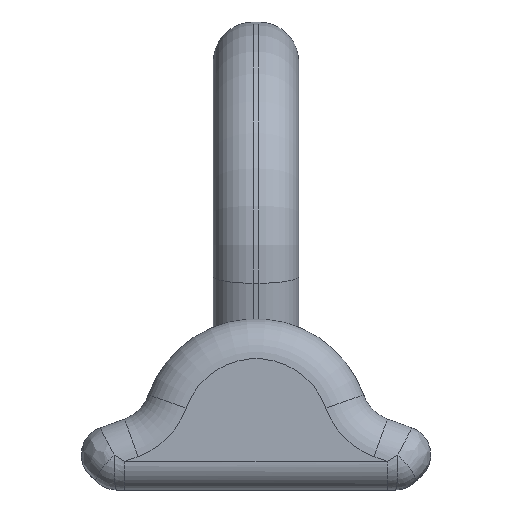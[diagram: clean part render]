
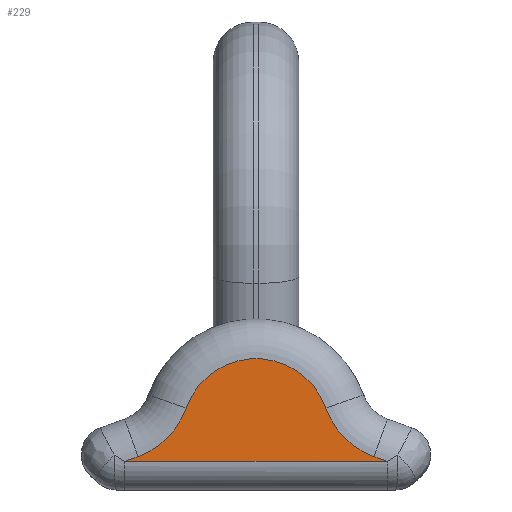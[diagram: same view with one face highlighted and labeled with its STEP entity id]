
A CAD part, front view. The second image highlights one B-rep face of the part: STEP entity #229.
In plain terms, the highlighted planar face has unit normal (0, -1, 0).
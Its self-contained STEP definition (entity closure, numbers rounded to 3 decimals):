
#61=CARTESIAN_POINT('Vertex',(20.662,-67.5,-37.141)) ;
#77=CARTESIAN_POINT('Vertex',(12.254,-67.5,-28.659)) ;
#80=CARTESIAN_POINT('Axis2P3D Location',(25.451,-67.5,-23.985)) ;
#104=CARTESIAN_POINT('Line Origine',(0.,-67.5,-29.62)) ;
#108=CARTESIAN_POINT('Vertex',(23.023,-67.5,-38.)) ;
#182=CARTESIAN_POINT('Vertex',(-12.254,-67.5,-28.659)) ;
#185=CARTESIAN_POINT('Axis2P3D Location',(0.,-67.5,-33.)) ;
#197=CARTESIAN_POINT('Axis2P3D Location',(0.,-67.5,-43.)) ;
#202=CARTESIAN_POINT('Line Origine',(0.,-67.5,-38.)) ;
#206=CARTESIAN_POINT('Vertex',(-23.023,-67.5,-38.)) ;
#209=CARTESIAN_POINT('Axis2P3D Location',(-25.451,-67.5,-23.985)) ;
#213=CARTESIAN_POINT('Vertex',(-20.662,-67.5,-37.141)) ;
#216=CARTESIAN_POINT('Line Origine',(-21.843,-67.5,-37.57)) ;
#81=DIRECTION('Axis2P3D Direction',(0.,1.,0.)) ;
#105=DIRECTION('Vector Direction',(0.94,0.,-0.342)) ;
#186=DIRECTION('Axis2P3D Direction',(0.,1.,0.)) ;
#198=DIRECTION('Axis2P3D Direction',(0.,1.,-0.)) ;
#199=DIRECTION('Axis2P3D XDirection',(-1.,0.,0.)) ;
#203=DIRECTION('Vector Direction',(1.,0.,0.)) ;
#210=DIRECTION('Axis2P3D Direction',(0.,1.,-0.)) ;
#217=DIRECTION('Vector Direction',(0.94,0.,0.342)) ;
#82=AXIS2_PLACEMENT_3D('Circle Axis2P3D',#80,#81,$) ;
#187=AXIS2_PLACEMENT_3D('Circle Axis2P3D',#185,#186,$) ;
#200=AXIS2_PLACEMENT_3D('Plane Axis2P3D',#197,#198,#199) ;
#211=AXIS2_PLACEMENT_3D('Circle Axis2P3D',#209,#210,$) ;
#222=ORIENTED_EDGE('',*,*,#208,.T.) ;
#223=ORIENTED_EDGE('',*,*,#110,.T.) ;
#224=ORIENTED_EDGE('',*,*,#84,.T.) ;
#225=ORIENTED_EDGE('',*,*,#189,.T.) ;
#226=ORIENTED_EDGE('',*,*,#215,.T.) ;
#227=ORIENTED_EDGE('',*,*,#220,.T.) ;
#106=VECTOR('Line Direction',#105,1.) ;
#204=VECTOR('Line Direction',#203,1.) ;
#218=VECTOR('Line Direction',#217,1.) ;
#229=ADVANCED_FACE('\X2\672C9AD4\X0\.5',(#228),#201,.F.) ;
#83=CIRCLE('generated circle',#82,14.) ;
#188=CIRCLE('generated circle',#187,13.) ;
#212=CIRCLE('generated circle',#211,14.) ;
#84=EDGE_CURVE('',#62,#78,#83,.T.) ;
#110=EDGE_CURVE('',#109,#62,#107,.F.) ;
#189=EDGE_CURVE('',#78,#183,#188,.F.) ;
#208=EDGE_CURVE('',#207,#109,#205,.T.) ;
#215=EDGE_CURVE('',#183,#214,#212,.T.) ;
#220=EDGE_CURVE('',#214,#207,#219,.F.) ;
#221=EDGE_LOOP('',(#222,#223,#224,#225,#226,#227)) ;
#228=FACE_OUTER_BOUND('',#221,.T.) ;
#107=LINE('Line',#104,#106) ;
#205=LINE('Line',#202,#204) ;
#219=LINE('Line',#216,#218) ;
#201=PLANE('',#200) ;
#62=VERTEX_POINT('',#61) ;
#78=VERTEX_POINT('',#77) ;
#109=VERTEX_POINT('',#108) ;
#183=VERTEX_POINT('',#182) ;
#207=VERTEX_POINT('',#206) ;
#214=VERTEX_POINT('',#213) ;
